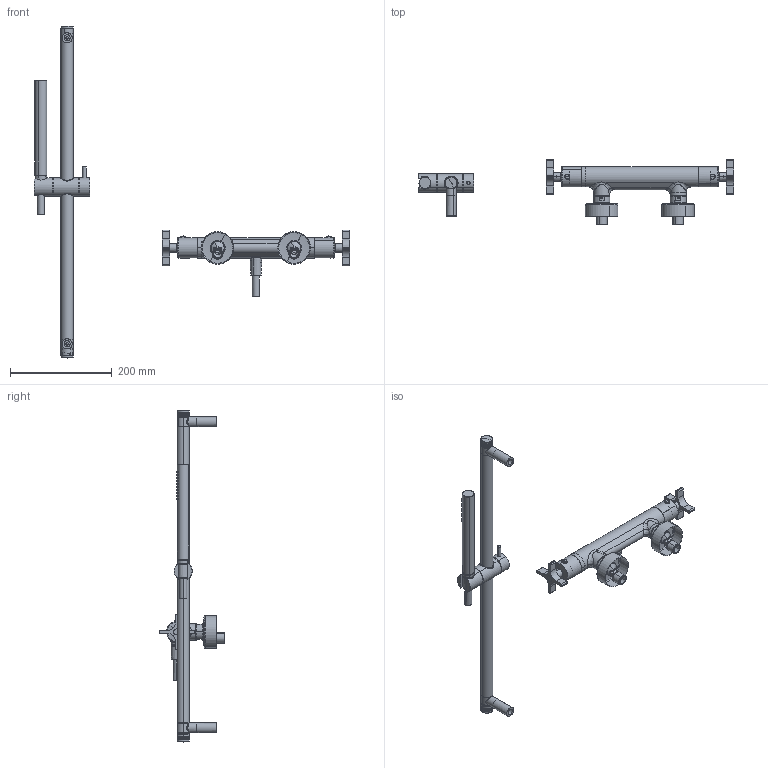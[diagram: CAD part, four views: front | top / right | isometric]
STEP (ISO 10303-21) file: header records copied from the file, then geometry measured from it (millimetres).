
FILE_DESCRIPTION(('CATIA V5 STEP Exchange','CAx-IF Rec.Pracs.--- Model Styling and Organization---1.5--- 2016-08-15','CAx-IF Rec.Pracs.---Supplemental Geometry---1.0---2011-11-01','CAx-IF Rec.Pracs.--- Composite Materials ---3.4---2017-06-13','CAx-IF Rec.Pracs.---Tessellated 3D Geometry---1.0---2015-12-17'),'2;1');
FILE_NAME('GSS01010.stp','2023-02-03T14:32:50+00:00',('none'),('none'),'CATIA Version 5-6 Release 2020 SP2','CATIA V5 STEP AP242 v2','none');
FILE_SCHEMA(('AP242_MANAGED_MODEL_BASED_3D_ENGINEERING_MIM_LF {1 0 10303 442 1 1 4}'));
Products named in the file (4): Product4; Part23; Part24; Product2_AllCATPart
Assembly tree (3 placements, depth 2):
  Product4
    Part23
    Part24
    Product2_AllCATPart
Bounding box: 618.9 x 129.16 x 651 mm (x, y, z)
Volume: 357355 mm3; surface area: 307430.7 mm2
Topology: 37 solids, 98 shells, 1313 faces, 3330 edges, 2213 vertices
Faces by surface type: cylinder 673, plane 212, cone 152, bspline 136, torus 104, sphere 36
Entity records: 53330 total; most frequent: CARTESIAN_POINT 25901, ORIENTED_EDGE 6239, DIRECTION 3630, EDGE_CURVE 3270, VERTEX_POINT 2213, AXIS2_PLACEMENT_3D 1903, EDGE_LOOP 1519, ADVANCED_FACE 1313
